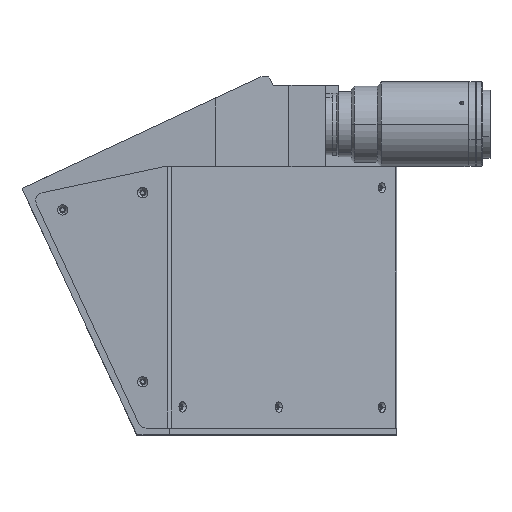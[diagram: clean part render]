
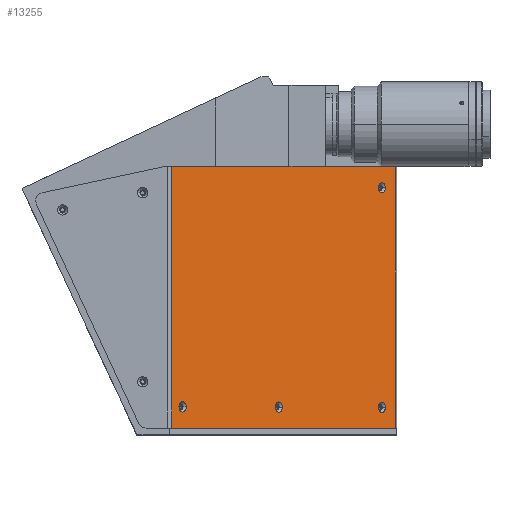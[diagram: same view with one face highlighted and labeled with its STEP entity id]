
A CAD part, top view. The second image highlights one B-rep face of the part: STEP entity #13255.
In plain terms, the highlighted planar face has unit normal (0.707, 0, 0.707).
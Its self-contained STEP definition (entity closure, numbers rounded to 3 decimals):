
#50 = DIRECTION ( 'NONE',  ( 0.707, 0., 0.707 ) ) ;
#74 = CARTESIAN_POINT ( 'NONE',  ( -38.544, 346.506, 178.228 ) ) ;
#133 = CARTESIAN_POINT ( 'NONE',  ( 98.828, 70., 40.856 ) ) ;
#229 = EDGE_CURVE ( 'NONE', #9071, #14580, #15896, .T. ) ;
#238 = FACE_BOUND ( 'NONE', #15545, .T. ) ;
#438 = LINE ( 'NONE', #930, #12992 ) ;
#570 = EDGE_LOOP ( 'NONE', ( #9324, #10519 ) ) ;
#634 = LINE ( 'NONE', #8908, #4001 ) ;
#790 = ORIENTED_EDGE ( 'NONE', *, *, #16063, .T. ) ;
#930 = CARTESIAN_POINT ( 'NONE',  ( -39.716, 70., 179.4 ) ) ;
#965 = VECTOR ( 'NONE', #2899, 1000. ) ;
#1070 = ORIENTED_EDGE ( 'NONE', *, *, #14280, .F. ) ;
#1147 = DIRECTION ( 'NONE',  ( -0.707, 0., 0.707 ) ) ;
#1209 = VECTOR ( 'NONE', #6344, 1000. ) ;
#1264 = CARTESIAN_POINT ( 'NONE',  ( -31.849, -78., 171.534 ) ) ;
#1571 = ORIENTED_EDGE ( 'NONE', *, *, #229, .F. ) ;
#1623 = CARTESIAN_POINT ( 'NONE',  ( 98.828, 346.506, 40.856 ) ) ;
#1756 = DIRECTION ( 'NONE',  ( 0.707, 0., 0.707 ) ) ;
#1974 = CARTESIAN_POINT ( 'NONE',  ( 98.828, -91., 40.856 ) ) ;
#1981 = EDGE_CURVE ( 'NONE', #15961, #10283, #634, .T. ) ;
#2170 = DIRECTION ( 'NONE',  ( 0.707, 0., -0.707 ) ) ;
#2355 = DIRECTION ( 'NONE',  ( 0.707, 0., 0.707 ) ) ;
#2358 = PLANE ( 'NONE',  #9943 ) ;
#2536 = DIRECTION ( 'NONE',  ( 0.707, 0., -0.707 ) ) ;
#2640 = CARTESIAN_POINT ( 'NONE',  ( -38.544, 70., 178.228 ) ) ;
#2899 = DIRECTION ( 'NONE',  ( 0., 1., 0. ) ) ;
#2953 = EDGE_CURVE ( 'NONE', #10183, #6019, #11192, .T. ) ;
#3296 = CIRCLE ( 'NONE', #5803, 3.15 ) ;
#3759 = EDGE_LOOP ( 'NONE', ( #8492, #790, #16036, #9143 ) ) ;
#3834 = AXIS2_PLACEMENT_3D ( 'NONE', #4146, #12903, #5398 ) ;
#4001 = VECTOR ( 'NONE', #11388, 1000. ) ;
#4036 = ORIENTED_EDGE ( 'NONE', *, *, #12780, .F. ) ;
#4127 = CIRCLE ( 'NONE', #4778, 3.15 ) ;
#4146 = CARTESIAN_POINT ( 'NONE',  ( 27.314, -78., 112.371 ) ) ;
#4235 = VERTEX_POINT ( 'NONE', #9042 ) ;
#4778 = AXIS2_PLACEMENT_3D ( 'NONE', #1264, #10065, #2536 ) ;
#4798 = DIRECTION ( 'NONE',  ( 0.707, 0., 0.707 ) ) ;
#5346 = CIRCLE ( 'NONE', #11647, 3.15 ) ;
#5398 = DIRECTION ( 'NONE',  ( 0.707, 0., -0.707 ) ) ;
#5716 = LINE ( 'NONE', #74, #1209 ) ;
#5803 = AXIS2_PLACEMENT_3D ( 'NONE', #7603, #50, #8867 ) ;
#5805 = CARTESIAN_POINT ( 'NONE',  ( -29.622, -78., 169.306 ) ) ;
#6019 = VERTEX_POINT ( 'NONE', #8605 ) ;
#6149 = VERTEX_POINT ( 'NONE', #133 ) ;
#6344 = DIRECTION ( 'NONE',  ( 0., -1., 0. ) ) ;
#6405 = CARTESIAN_POINT ( 'NONE',  ( 90.719, 57., 48.965 ) ) ;
#6533 = FACE_BOUND ( 'NONE', #10455, .T. ) ;
#7105 = AXIS2_PLACEMENT_3D ( 'NONE', #9323, #1756, #10577 ) ;
#7207 = EDGE_CURVE ( 'NONE', #12849, #15961, #5716, .T. ) ;
#7300 = AXIS2_PLACEMENT_3D ( 'NONE', #6405, #15170, #7671 ) ;
#7425 = VERTEX_POINT ( 'NONE', #15474 ) ;
#7603 = CARTESIAN_POINT ( 'NONE',  ( 90.719, -78., 48.965 ) ) ;
#7642 = EDGE_CURVE ( 'NONE', #6019, #10183, #13660, .T. ) ;
#7671 = DIRECTION ( 'NONE',  ( 0.707, 0., -0.707 ) ) ;
#8492 = ORIENTED_EDGE ( 'NONE', *, *, #1981, .T. ) ;
#8605 = CARTESIAN_POINT ( 'NONE',  ( 88.492, 57., 51.192 ) ) ;
#8676 = DIRECTION ( 'NONE',  ( -0.707, 0., -0.707 ) ) ;
#8867 = DIRECTION ( 'NONE',  ( 0.707, 0., -0.707 ) ) ;
#8908 = CARTESIAN_POINT ( 'NONE',  ( -39.716, -91., 179.4 ) ) ;
#9042 = CARTESIAN_POINT ( 'NONE',  ( 88.492, -78., 51.192 ) ) ;
#9071 = VERTEX_POINT ( 'NONE', #12415 ) ;
#9143 = ORIENTED_EDGE ( 'NONE', *, *, #7207, .T. ) ;
#9324 = ORIENTED_EDGE ( 'NONE', *, *, #2953, .F. ) ;
#9323 = CARTESIAN_POINT ( 'NONE',  ( 27.314, -78., 112.371 ) ) ;
#9333 = AXIS2_PLACEMENT_3D ( 'NONE', #12341, #13561, #13695 ) ;
#9490 = FACE_OUTER_BOUND ( 'NONE', #3759, .T. ) ;
#9821 = AXIS2_PLACEMENT_3D ( 'NONE', #12311, #4798, #13578 ) ;
#9884 = CARTESIAN_POINT ( 'NONE',  ( 90.719, -78., 48.965 ) ) ;
#9943 = AXIS2_PLACEMENT_3D ( 'NONE', #16166, #8676, #1147 ) ;
#10065 = DIRECTION ( 'NONE',  ( 0.707, 0., 0.707 ) ) ;
#10183 = VERTEX_POINT ( 'NONE', #10580 ) ;
#10283 = VERTEX_POINT ( 'NONE', #1974 ) ;
#10455 = EDGE_LOOP ( 'NONE', ( #10900, #4036 ) ) ;
#10499 = EDGE_LOOP ( 'NONE', ( #16264, #12809 ) ) ;
#10519 = ORIENTED_EDGE ( 'NONE', *, *, #7642, .F. ) ;
#10577 = DIRECTION ( 'NONE',  ( 0.707, 0., -0.707 ) ) ;
#10580 = CARTESIAN_POINT ( 'NONE',  ( 92.947, 57., 46.738 ) ) ;
#10688 = VERTEX_POINT ( 'NONE', #15483 ) ;
#10900 = ORIENTED_EDGE ( 'NONE', *, *, #11702, .F. ) ;
#11132 = DIRECTION ( 'NONE',  ( 0.707, 0., -0.707 ) ) ;
#11192 = CIRCLE ( 'NONE', #7300, 3.15 ) ;
#11388 = DIRECTION ( 'NONE',  ( 0.707, 0., -0.707 ) ) ;
#11647 = AXIS2_PLACEMENT_3D ( 'NONE', #9884, #2355, #11132 ) ;
#11702 = EDGE_CURVE ( 'NONE', #14256, #4235, #5346, .T. ) ;
#12311 = CARTESIAN_POINT ( 'NONE',  ( 90.719, 57., 48.965 ) ) ;
#12341 = CARTESIAN_POINT ( 'NONE',  ( -31.849, -78., 171.534 ) ) ;
#12415 = CARTESIAN_POINT ( 'NONE',  ( -34.077, -78., 173.761 ) ) ;
#12780 = EDGE_CURVE ( 'NONE', #4235, #14256, #3296, .T. ) ;
#12802 = FACE_BOUND ( 'NONE', #570, .T. ) ;
#12809 = ORIENTED_EDGE ( 'NONE', *, *, #15103, .F. ) ;
#12849 = VERTEX_POINT ( 'NONE', #2640 ) ;
#12903 = DIRECTION ( 'NONE',  ( 0.707, 0., 0.707 ) ) ;
#12992 = VECTOR ( 'NONE', #2170, 1000. ) ;
#13150 = EDGE_CURVE ( 'NONE', #12849, #6149, #438, .T. ) ;
#13255 = ADVANCED_FACE ( 'NONE', ( #16147, #238, #6533, #12802, #9490 ), #2358, .F. ) ;
#13373 = CIRCLE ( 'NONE', #3834, 3.15 ) ;
#13449 = EDGE_CURVE ( 'NONE', #7425, #10688, #13373, .T. ) ;
#13561 = DIRECTION ( 'NONE',  ( 0.707, 0., 0.707 ) ) ;
#13578 = DIRECTION ( 'NONE',  ( 0.707, 0., -0.707 ) ) ;
#13660 = CIRCLE ( 'NONE', #9821, 3.15 ) ;
#13695 = DIRECTION ( 'NONE',  ( 0.707, 0., -0.707 ) ) ;
#13699 = CARTESIAN_POINT ( 'NONE',  ( 92.947, -78., 46.738 ) ) ;
#14256 = VERTEX_POINT ( 'NONE', #13699 ) ;
#14280 = EDGE_CURVE ( 'NONE', #14580, #9071, #4127, .T. ) ;
#14321 = LINE ( 'NONE', #1623, #965 ) ;
#14580 = VERTEX_POINT ( 'NONE', #5805 ) ;
#15103 = EDGE_CURVE ( 'NONE', #10688, #7425, #15832, .T. ) ;
#15170 = DIRECTION ( 'NONE',  ( 0.707, 0., 0.707 ) ) ;
#15226 = CARTESIAN_POINT ( 'NONE',  ( -38.544, -91., 178.228 ) ) ;
#15474 = CARTESIAN_POINT ( 'NONE',  ( 29.541, -78., 110.143 ) ) ;
#15483 = CARTESIAN_POINT ( 'NONE',  ( 25.086, -78., 114.598 ) ) ;
#15545 = EDGE_LOOP ( 'NONE', ( #1070, #1571 ) ) ;
#15832 = CIRCLE ( 'NONE', #7105, 3.15 ) ;
#15896 = CIRCLE ( 'NONE', #9333, 3.15 ) ;
#15961 = VERTEX_POINT ( 'NONE', #15226 ) ;
#16036 = ORIENTED_EDGE ( 'NONE', *, *, #13150, .F. ) ;
#16063 = EDGE_CURVE ( 'NONE', #10283, #6149, #14321, .T. ) ;
#16147 = FACE_BOUND ( 'NONE', #10499, .T. ) ;
#16166 = CARTESIAN_POINT ( 'NONE',  ( -39.716, 346.506, 179.4 ) ) ;
#16264 = ORIENTED_EDGE ( 'NONE', *, *, #13449, .F. ) ;
